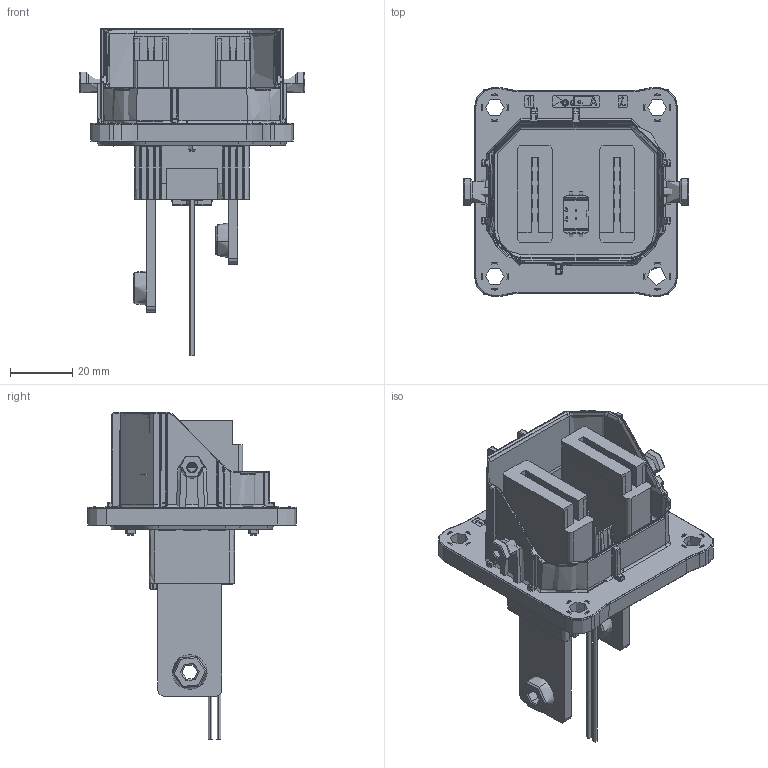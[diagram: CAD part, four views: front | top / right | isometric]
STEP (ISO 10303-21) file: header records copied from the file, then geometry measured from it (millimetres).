
FILE_DESCRIPTION (( 'STEP AP203' ), '1' );
FILE_NAME ('YGEV5-S2RA3²å×ù.STEP', '2025-05-08T02:30:02', ( 'China' ), ( 'Microsoft' ), 'SwSTEP 2.0', 'SolidWorks 2023', '' );
FILE_SCHEMA (( 'CONFIG_CONTROL_DESIGN' ));
Length unit declared in the file: millimetre
Products named in the file (1): YGEV5-S2RA3插座
Bounding box: 72.3 x 66.99 x 104.93 mm (x, y, z)
Volume: 71947.4 mm3; surface area: 34007.3 mm2
Topology: 3 solids, 4 shells, 2311 faces, 5861 edges, 3639 vertices
Faces by surface type: plane 1021, cylinder 590, bspline 298, torus 283, cone 92, sphere 27
Entity records: 74846 total; most frequent: CARTESIAN_POINT 21728, ORIENTED_EDGE 11658, DIRECTION 10327, EDGE_CURVE 5829, VERTEX_POINT 3638, AXIS2_PLACEMENT_3D 3634, VECTOR 3059, LINE 3059
